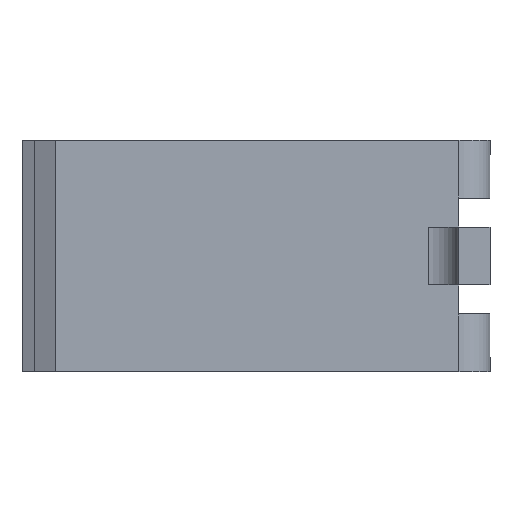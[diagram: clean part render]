
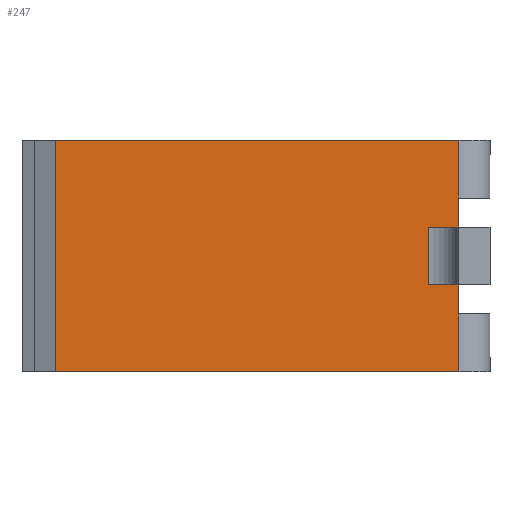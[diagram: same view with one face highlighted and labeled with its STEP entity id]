
A CAD part, left-side view. The second image highlights one B-rep face of the part: STEP entity #247.
In plain terms, the highlighted planar face has unit normal (-1, 0, 0).
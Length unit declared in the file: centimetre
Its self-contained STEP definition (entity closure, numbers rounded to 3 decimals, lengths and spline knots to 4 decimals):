
#10 = VECTOR ( 'NONE', #532, 100. ) ;
#13 = LINE ( 'NONE', #982, #630 ) ;
#32 = CARTESIAN_POINT ( 'NONE',  ( -0.041, -0.5169, 0. ) ) ;
#42 = ORIENTED_EDGE ( 'NONE', *, *, #285, .F. ) ;
#43 = CARTESIAN_POINT ( 'NONE',  ( -0.041, -0.5169, 0.4572 ) ) ;
#47 = CARTESIAN_POINT ( 'NONE',  ( -0.041, -0.5169, 0.381 ) ) ;
#55 = PLANE ( 'NONE',  #817 ) ;
#67 = CARTESIAN_POINT ( 'NONE',  ( -0.041, -0.5169, 0. ) ) ;
#96 = EDGE_CURVE ( 'NONE', #585, #989, #441, .T. ) ;
#105 = VERTEX_POINT ( 'NONE', #499 ) ;
#158 = CARTESIAN_POINT ( 'NONE',  ( -0.041, -0.5169, 0.6096 ) ) ;
#177 = LINE ( 'NONE', #807, #977 ) ;
#178 = ORIENTED_EDGE ( 'NONE', *, *, #974, .F. ) ;
#184 = VERTEX_POINT ( 'NONE', #286 ) ;
#189 = VERTEX_POINT ( 'NONE', #599 ) ;
#191 = LINE ( 'NONE', #975, #557 ) ;
#229 = VERTEX_POINT ( 'NONE', #47 ) ;
#247 = ADVANCED_FACE ( 'NONE', ( #455 ), #55, .F. ) ;
#255 = LINE ( 'NONE', #885, #279 ) ;
#257 = CARTESIAN_POINT ( 'NONE',  ( -0.041, -0.5169, 0.2286 ) ) ;
#279 = VECTOR ( 'NONE', #487, 100. ) ;
#285 = EDGE_CURVE ( 'NONE', #653, #229, #1006, .T. ) ;
#286 = CARTESIAN_POINT ( 'NONE',  ( -0.041, -0.5169, 0.2286 ) ) ;
#298 = CARTESIAN_POINT ( 'NONE',  ( -0.041, -0.5169, 0.1524 ) ) ;
#302 = ORIENTED_EDGE ( 'NONE', *, *, #536, .T. ) ;
#317 = VECTOR ( 'NONE', #350, 100. ) ;
#343 = LINE ( 'NONE', #257, #424 ) ;
#350 = DIRECTION ( 'NONE',  ( 0., 0., -1. ) ) ;
#352 = CARTESIAN_POINT ( 'NONE',  ( -0.041, -0.4358, 0.381 ) ) ;
#372 = DIRECTION ( 'NONE',  ( 0., 0., -1. ) ) ;
#377 = DIRECTION ( 'NONE',  ( 1., 0., 0. ) ) ;
#396 = LINE ( 'NONE', #806, #880 ) ;
#408 = DIRECTION ( 'NONE',  ( 0., -1., 0. ) ) ;
#410 = DIRECTION ( 'NONE',  ( 0., 1., 0. ) ) ;
#419 = CARTESIAN_POINT ( 'NONE',  ( -0.041, -0.4358, 0.2286 ) ) ;
#422 = ORIENTED_EDGE ( 'NONE', *, *, #973, .F. ) ;
#424 = VECTOR ( 'NONE', #410, 100. ) ;
#432 = CARTESIAN_POINT ( 'NONE',  ( -0.041, -0.4358, 0.2286 ) ) ;
#438 = EDGE_LOOP ( 'NONE', ( #465, #809, #1021, #302, #648, #178, #42, #422, #932, #600 ) ) ;
#441 = LINE ( 'NONE', #432, #812 ) ;
#455 = FACE_OUTER_BOUND ( 'NONE', #438, .T. ) ;
#461 = VECTOR ( 'NONE', #471, 100. ) ;
#465 = ORIENTED_EDGE ( 'NONE', *, *, #693, .T. ) ;
#467 = EDGE_CURVE ( 'NONE', #940, #189, #396, .T. ) ;
#471 = DIRECTION ( 'NONE',  ( 0., -1., 0. ) ) ;
#475 = VERTEX_POINT ( 'NONE', #158 ) ;
#487 = DIRECTION ( 'NONE',  ( 0., 0., -1. ) ) ;
#491 = DIRECTION ( 'NONE',  ( 0., 0., -1. ) ) ;
#499 = CARTESIAN_POINT ( 'NONE',  ( -0.041, -0.5169, 0.1524 ) ) ;
#532 = DIRECTION ( 'NONE',  ( 0., 0., -1. ) ) ;
#536 = EDGE_CURVE ( 'NONE', #184, #585, #343, .T. ) ;
#557 = VECTOR ( 'NONE', #491, 100. ) ;
#569 = EDGE_CURVE ( 'NONE', #105, #934, #888, .T. ) ;
#584 = EDGE_CURVE ( 'NONE', #184, #105, #191, .T. ) ;
#585 = VERTEX_POINT ( 'NONE', #419 ) ;
#593 = DIRECTION ( 'NONE',  ( 0., 0., 1. ) ) ;
#599 = CARTESIAN_POINT ( 'NONE',  ( -0.041, 0.5432, 0. ) ) ;
#600 = ORIENTED_EDGE ( 'NONE', *, *, #467, .T. ) ;
#603 = CARTESIAN_POINT ( 'NONE',  ( -0.041, -0.5169, 0.6096 ) ) ;
#630 = VECTOR ( 'NONE', #408, 100. ) ;
#648 = ORIENTED_EDGE ( 'NONE', *, *, #96, .T. ) ;
#652 = CARTESIAN_POINT ( 'NONE',  ( -0.041, 0.5432, 0.6096 ) ) ;
#653 = VERTEX_POINT ( 'NONE', #43 ) ;
#693 = EDGE_CURVE ( 'NONE', #189, #934, #950, .T. ) ;
#806 = CARTESIAN_POINT ( 'NONE',  ( -0.041, 0.5432, 0.6096 ) ) ;
#807 = CARTESIAN_POINT ( 'NONE',  ( -0.041, -0.5169, 0.381 ) ) ;
#809 = ORIENTED_EDGE ( 'NONE', *, *, #569, .F. ) ;
#812 = VECTOR ( 'NONE', #593, 100. ) ;
#817 = AXIS2_PLACEMENT_3D ( 'NONE', #603, #377, #372 ) ;
#879 = EDGE_CURVE ( 'NONE', #940, #475, #13, .T. ) ;
#880 = VECTOR ( 'NONE', #946, 100. ) ;
#885 = CARTESIAN_POINT ( 'NONE',  ( -0.041, -0.5169, 0.6096 ) ) ;
#888 = LINE ( 'NONE', #986, #317 ) ;
#889 = DIRECTION ( 'NONE',  ( 0., 1., 0. ) ) ;
#932 = ORIENTED_EDGE ( 'NONE', *, *, #879, .F. ) ;
#934 = VERTEX_POINT ( 'NONE', #32 ) ;
#940 = VERTEX_POINT ( 'NONE', #652 ) ;
#946 = DIRECTION ( 'NONE',  ( 0., 0., -1. ) ) ;
#950 = LINE ( 'NONE', #67, #461 ) ;
#973 = EDGE_CURVE ( 'NONE', #475, #653, #255, .T. ) ;
#974 = EDGE_CURVE ( 'NONE', #229, #989, #177, .T. ) ;
#975 = CARTESIAN_POINT ( 'NONE',  ( -0.041, -0.5169, 0.1524 ) ) ;
#977 = VECTOR ( 'NONE', #889, 100. ) ;
#982 = CARTESIAN_POINT ( 'NONE',  ( -0.041, -0.5169, 0.6096 ) ) ;
#986 = CARTESIAN_POINT ( 'NONE',  ( -0.041, -0.5169, 0.6096 ) ) ;
#989 = VERTEX_POINT ( 'NONE', #352 ) ;
#1006 = LINE ( 'NONE', #298, #10 ) ;
#1021 = ORIENTED_EDGE ( 'NONE', *, *, #584, .F. ) ;
